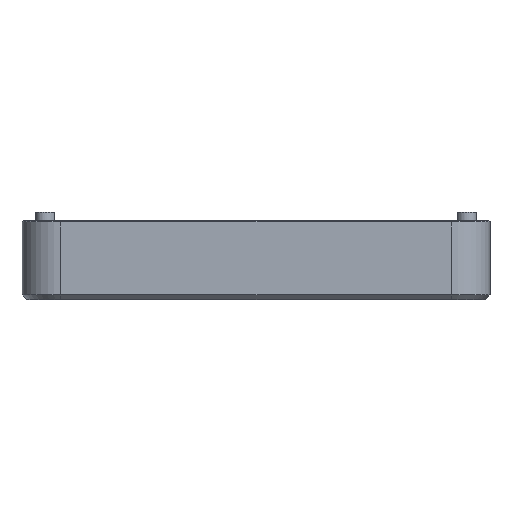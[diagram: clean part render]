
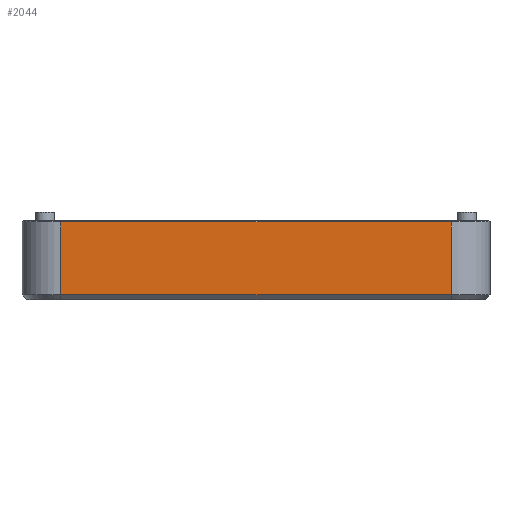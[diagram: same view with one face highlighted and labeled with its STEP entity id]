
A CAD part, left-side view. The second image highlights one B-rep face of the part: STEP entity #2044.
In plain terms, the highlighted planar face has unit normal (-1, 0, 0).
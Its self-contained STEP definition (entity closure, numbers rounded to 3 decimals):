
#155=FACE_OUTER_BOUND('',#288,.T.);
#288=EDGE_LOOP('',(#1651,#1652,#1653,#1654));
#561=LINE('',#3395,#750);
#574=LINE('',#3437,#763);
#576=LINE('',#3443,#765);
#577=LINE('',#3444,#766);
#750=VECTOR('',#2723,10.);
#763=VECTOR('',#2780,10.);
#765=VECTOR('',#2786,10.);
#766=VECTOR('',#2787,10.);
#973=VERTEX_POINT('',#3389);
#974=VERTEX_POINT('',#3393);
#981=VERTEX_POINT('',#3436);
#983=VERTEX_POINT('',#3442);
#1205=EDGE_CURVE('',#974,#973,#561,.T.);
#1224=EDGE_CURVE('',#973,#981,#574,.T.);
#1227=EDGE_CURVE('',#983,#974,#576,.T.);
#1228=EDGE_CURVE('',#981,#983,#577,.T.);
#1651=ORIENTED_EDGE('',*,*,#1205,.F.);
#1652=ORIENTED_EDGE('',*,*,#1227,.F.);
#1653=ORIENTED_EDGE('',*,*,#1228,.F.);
#1654=ORIENTED_EDGE('',*,*,#1224,.F.);
#1951=PLANE('',#2274);
#2044=ADVANCED_FACE('',(#155),#1951,.T.);
#2274=AXIS2_PLACEMENT_3D('',#3441,#2784,#2785);
#2723=DIRECTION('',(0.,-1.,0.));
#2780=DIRECTION('',(0.,0.,-1.));
#2784=DIRECTION('center_axis',(-1.,0.,0.));
#2785=DIRECTION('ref_axis',(0.,1.,0.));
#2786=DIRECTION('',(0.,0.,1.));
#2787=DIRECTION('',(0.,1.,0.));
#3389=CARTESIAN_POINT('',(-4.5,-178.014,16.603));
#3393=CARTESIAN_POINT('',(-4.5,-97.814,16.603));
#3395=CARTESIAN_POINT('',(-4.5,-162.146,16.603));
#3436=CARTESIAN_POINT('',(-4.5,-178.014,1.603));
#3437=CARTESIAN_POINT('',(-4.5,-178.014,19.603));
#3441=CARTESIAN_POINT('Origin',(-4.5,-186.014,19.603));
#3442=CARTESIAN_POINT('',(-4.5,-97.814,1.603));
#3443=CARTESIAN_POINT('',(-4.5,-97.814,19.603));
#3444=CARTESIAN_POINT('',(-4.5,-161.964,1.603));
